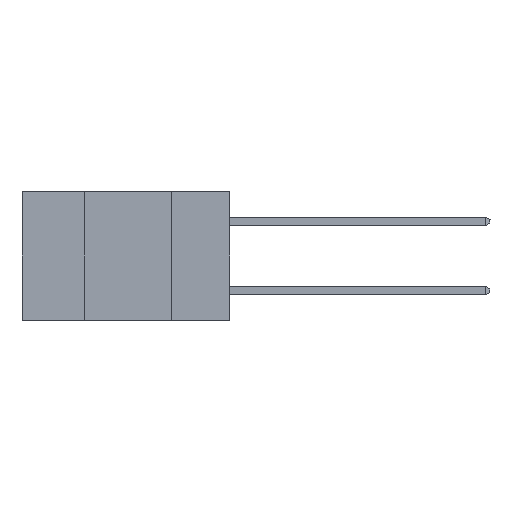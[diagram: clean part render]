
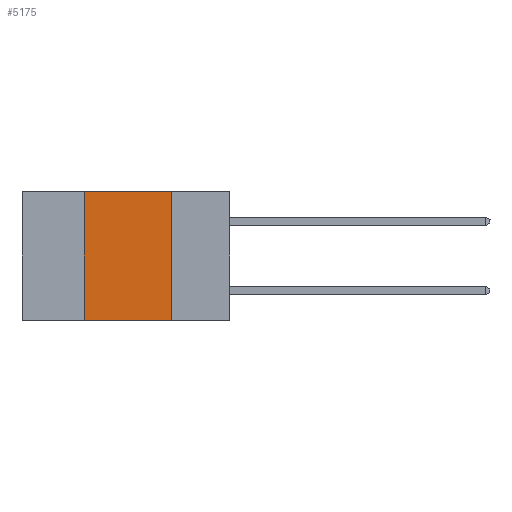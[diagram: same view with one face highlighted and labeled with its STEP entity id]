
A CAD part, left-side view. The second image highlights one B-rep face of the part: STEP entity #5175.
In plain terms, the highlighted planar face has unit normal (-1, 0, 0).
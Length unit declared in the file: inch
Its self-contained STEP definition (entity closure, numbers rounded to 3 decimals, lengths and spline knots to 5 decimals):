
#99 = CARTESIAN_POINT ( 'NONE',  ( 0., 0.6, -0.37 ) ) ;
#129 = CARTESIAN_POINT ( 'NONE',  ( 0., 0.42, -0.37 ) ) ;
#522 = VECTOR ( 'NONE', #1616, 39.37008 ) ;
#1236 = LINE ( 'NONE', #2680, #11268 ) ;
#1298 = CARTESIAN_POINT ( 'NONE',  ( 0., 0.6, 0. ) ) ;
#1616 = DIRECTION ( 'NONE',  ( 0., -1., 0. ) ) ;
#2292 = EDGE_CURVE ( 'NONE', #7808, #9200, #5309, .T. ) ;
#2680 = CARTESIAN_POINT ( 'NONE',  ( 0., 0.6, 0. ) ) ;
#2824 = FACE_OUTER_BOUND ( 'NONE', #14105, .T. ) ;
#2861 = CARTESIAN_POINT ( 'NONE',  ( 0., 0.17, -0.37 ) ) ;
#4897 = VECTOR ( 'NONE', #6642, 39.37008 ) ;
#5175 = ADVANCED_FACE ( 'NONE', ( #2824 ), #6294, .F. ) ;
#5309 = LINE ( 'NONE', #129, #4897 ) ;
#5527 = CARTESIAN_POINT ( 'NONE',  ( 0., 0.17, 0. ) ) ;
#6294 = PLANE ( 'NONE',  #12623 ) ;
#6437 = ORIENTED_EDGE ( 'NONE', *, *, #2292, .F. ) ;
#6549 = DIRECTION ( 'NONE',  ( 0., 0., -1. ) ) ;
#6642 = DIRECTION ( 'NONE',  ( 0., 0., 1. ) ) ;
#7725 = ORIENTED_EDGE ( 'NONE', *, *, #11519, .F. ) ;
#7808 = VERTEX_POINT ( 'NONE', #15952 ) ;
#7902 = VECTOR ( 'NONE', #13220, 39.37008 ) ;
#7968 = EDGE_CURVE ( 'NONE', #9200, #11026, #1236, .T. ) ;
#8041 = VERTEX_POINT ( 'NONE', #13050 ) ;
#8876 = DIRECTION ( 'NONE',  ( 0., -1., 0. ) ) ;
#9153 = LINE ( 'NONE', #99, #522 ) ;
#9200 = VERTEX_POINT ( 'NONE', #11591 ) ;
#11026 = VERTEX_POINT ( 'NONE', #5527 ) ;
#11268 = VECTOR ( 'NONE', #8876, 39.37008 ) ;
#11519 = EDGE_CURVE ( 'NONE', #11026, #8041, #15700, .T. ) ;
#11591 = CARTESIAN_POINT ( 'NONE',  ( 0., 0.42, 0. ) ) ;
#12514 = DIRECTION ( 'NONE',  ( 1., 0., 0. ) ) ;
#12623 = AXIS2_PLACEMENT_3D ( 'NONE', #1298, #12514, #6549 ) ;
#13050 = CARTESIAN_POINT ( 'NONE',  ( 0., 0.17, -0.37 ) ) ;
#13220 = DIRECTION ( 'NONE',  ( 0., 0., -1. ) ) ;
#13396 = ORIENTED_EDGE ( 'NONE', *, *, #7968, .F. ) ;
#13765 = EDGE_CURVE ( 'NONE', #7808, #8041, #9153, .T. ) ;
#14105 = EDGE_LOOP ( 'NONE', ( #7725, #13396, #6437, #14764 ) ) ;
#14764 = ORIENTED_EDGE ( 'NONE', *, *, #13765, .T. ) ;
#15700 = LINE ( 'NONE', #2861, #7902 ) ;
#15952 = CARTESIAN_POINT ( 'NONE',  ( 0., 0.42, -0.37 ) ) ;
